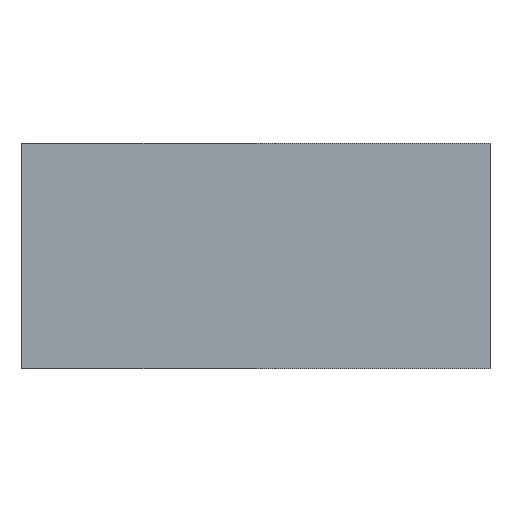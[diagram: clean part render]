
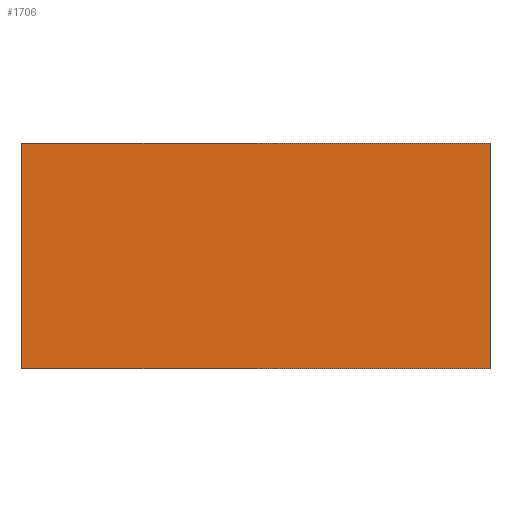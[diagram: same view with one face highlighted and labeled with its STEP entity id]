
A CAD part, front view. The second image highlights one B-rep face of the part: STEP entity #1706.
In plain terms, the highlighted planar face has unit normal (0, -1, 0).
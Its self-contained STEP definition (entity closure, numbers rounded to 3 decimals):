
#42=PLANE('',#1841);
#230=ORIENTED_EDGE('',*,*,#689,.T.);
#231=ORIENTED_EDGE('',*,*,#690,.F.);
#232=ORIENTED_EDGE('',*,*,#691,.F.);
#233=ORIENTED_EDGE('',*,*,#687,.T.);
#687=EDGE_CURVE('',#917,#916,#1075,.T.);
#689=EDGE_CURVE('',#916,#918,#1077,.T.);
#690=EDGE_CURVE('',#919,#918,#1078,.T.);
#691=EDGE_CURVE('',#917,#919,#1079,.T.);
#916=VERTEX_POINT('',#2667);
#917=VERTEX_POINT('',#2669);
#918=VERTEX_POINT('',#2673);
#919=VERTEX_POINT('',#2675);
#1075=LINE('',#2668,#1193);
#1077=LINE('',#2672,#1195);
#1078=LINE('',#2674,#1196);
#1079=LINE('',#2676,#1197);
#1193=VECTOR('',#2088,1000.);
#1195=VECTOR('',#2092,1000.);
#1196=VECTOR('',#2093,1000.);
#1197=VECTOR('',#2094,1000.);
#1312=EDGE_LOOP('',(#230,#231,#232,#233));
#1488=FACE_BOUND('',#1312,.T.);
#1706=ADVANCED_FACE('',(#1488),#42,.F.);
#1841=AXIS2_PLACEMENT_3D('',#2671,#2090,#2091);
#2088=DIRECTION('',(-1.,0.,0.));
#2090=DIRECTION('',(0.,1.,0.));
#2091=DIRECTION('',(0.,0.,1.));
#2092=DIRECTION('',(0.,0.,-1.));
#2093=DIRECTION('',(-1.,0.,0.));
#2094=DIRECTION('',(0.,0.,-1.));
#2667=CARTESIAN_POINT('',(-19.,0.,18.3));
#2668=CARTESIAN_POINT('',(19.,0.,18.3));
#2669=CARTESIAN_POINT('',(19.,0.,18.3));
#2671=CARTESIAN_POINT('',(19.,0.,18.3));
#2672=CARTESIAN_POINT('',(-19.,0.,18.3));
#2673=CARTESIAN_POINT('',(-19.,0.,0.));
#2674=CARTESIAN_POINT('',(19.,0.,0.));
#2675=CARTESIAN_POINT('',(19.,0.,0.));
#2676=CARTESIAN_POINT('',(19.,0.,18.3));
